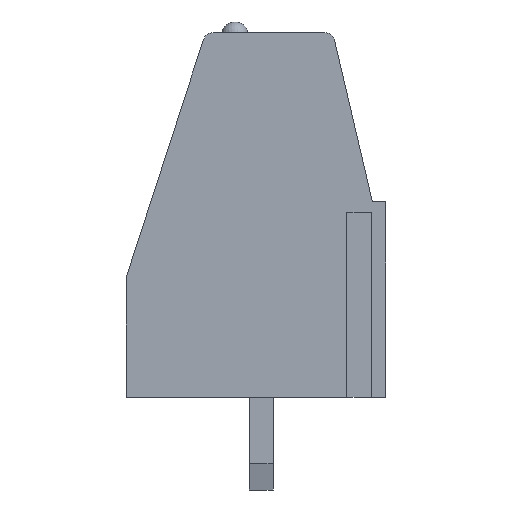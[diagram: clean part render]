
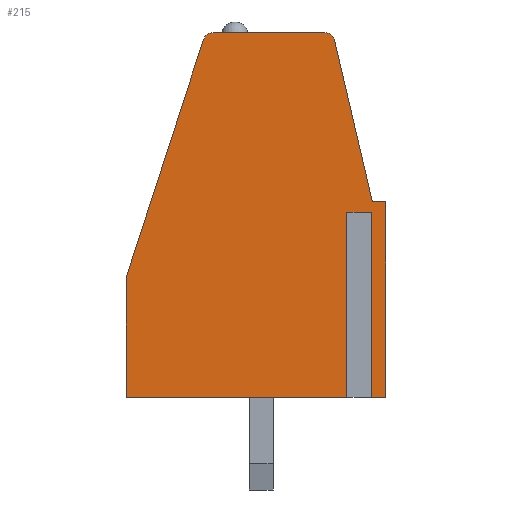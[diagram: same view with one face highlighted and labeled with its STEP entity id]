
A CAD part, left-side view. The second image highlights one B-rep face of the part: STEP entity #215.
In plain terms, the highlighted planar face has unit normal (-1, 0, 0).
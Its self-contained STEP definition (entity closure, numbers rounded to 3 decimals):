
#215=ADVANCED_FACE('',(#556),#557,.F.);
#556=FACE_OUTER_BOUND('',#1027,.T.);
#557=PLANE('',#1028);
#1027=EDGE_LOOP('',(#1629,#1630,#1631,#1632,#1633,#1634,#1635,#1636,#1637,#1638,#1639,#1640,#1641));
#1028=AXIS2_PLACEMENT_3D('',#1642,#1643,#1644);
#1629=ORIENTED_EDGE('',*,*,#2946,.F.);
#1630=ORIENTED_EDGE('',*,*,#2953,.T.);
#1631=ORIENTED_EDGE('',*,*,#2954,.T.);
#1632=ORIENTED_EDGE('',*,*,#2878,.F.);
#1633=ORIENTED_EDGE('',*,*,#2955,.F.);
#1634=ORIENTED_EDGE('',*,*,#2956,.F.);
#1635=ORIENTED_EDGE('',*,*,#2957,.T.);
#1636=ORIENTED_EDGE('',*,*,#2870,.F.);
#1637=ORIENTED_EDGE('',*,*,#2958,.F.);
#1638=ORIENTED_EDGE('',*,*,#2959,.T.);
#1639=ORIENTED_EDGE('',*,*,#2888,.F.);
#1640=ORIENTED_EDGE('',*,*,#2960,.F.);
#1641=ORIENTED_EDGE('',*,*,#2961,.T.);
#1642=CARTESIAN_POINT('',(0.,63.53,-39.429));
#1643=DIRECTION('',(1.0,0.0,0.));
#1644=DIRECTION('',(0.,1.0,0.));
#2870=EDGE_CURVE('',#3453,#3455,#3456,.T.);
#2878=EDGE_CURVE('',#3469,#3433,#3471,.T.);
#2888=EDGE_CURVE('',#3487,#3489,#3490,.T.);
#2946=EDGE_CURVE('',#3585,#3581,#3587,.T.);
#2953=EDGE_CURVE('',#3585,#3598,#3599,.T.);
#2954=EDGE_CURVE('',#3598,#3433,#3600,.T.);
#2955=EDGE_CURVE('',#3601,#3469,#3602,.T.);
#2956=EDGE_CURVE('',#3603,#3601,#3604,.T.);
#2957=EDGE_CURVE('',#3603,#3455,#3605,.T.);
#2958=EDGE_CURVE('',#3606,#3453,#3607,.T.);
#2959=EDGE_CURVE('',#3606,#3489,#3608,.T.);
#2960=EDGE_CURVE('',#3609,#3487,#3610,.T.);
#2961=EDGE_CURVE('',#3609,#3581,#3611,.T.);
#3433=VERTEX_POINT('',#4262);
#3453=VERTEX_POINT('',#4292);
#3455=VERTEX_POINT('',#4295);
#3456=LINE('',#4296,#4297);
#3469=VERTEX_POINT('',#4316);
#3471=LINE('',#4319,#4320);
#3487=VERTEX_POINT('',#4343);
#3489=VERTEX_POINT('',#4346);
#3490=LINE('',#4347,#4348);
#3581=VERTEX_POINT('',#4474);
#3585=VERTEX_POINT('',#4479);
#3587=CIRCLE('',#4482,0.4);
#3598=VERTEX_POINT('',#4496);
#3599=LINE('',#4497,#4498);
#3600=LINE('',#4499,#4500);
#3601=VERTEX_POINT('',#4501);
#3602=LINE('',#4502,#4503);
#3603=VERTEX_POINT('',#4504);
#3604=LINE('',#4505,#4506);
#3605=LINE('',#4507,#4508);
#3606=VERTEX_POINT('',#4509);
#3607=LINE('',#4510,#4511);
#3608=LINE('',#4512,#4513);
#3609=VERTEX_POINT('',#4514);
#3610=CIRCLE('',#4515,0.4);
#3611=LINE('',#4516,#4517);
#4262=CARTESIAN_POINT('',(0.,9.8,0.));
#4292=CARTESIAN_POINT('',(0.,0.,0.));
#4295=CARTESIAN_POINT('',(0.,0.731,0.));
#4296=CARTESIAN_POINT('',(0.,63.53,0.));
#4297=VECTOR('',#5375,1.0);
#4316=CARTESIAN_POINT('',(0.,1.269,0.));
#4319=CARTESIAN_POINT('',(0.,63.53,0.));
#4320=VECTOR('',#5383,1.0);
#4343=CARTESIAN_POINT('',(0.,1.928,13.491));
#4346=CARTESIAN_POINT('',(0.,0.5,7.4));
#4347=CARTESIAN_POINT('',(0.,-10.476,-39.429));
#4348=VECTOR('',#5392,1.0);
#4474=CARTESIAN_POINT('',(0.,6.509,13.8));
#4479=CARTESIAN_POINT('',(0.,6.89,13.524));
#4482=AXIS2_PLACEMENT_3D('',#5460,#5461,#5462);
#4496=CARTESIAN_POINT('',(0.,9.8,4.567));
#4497=CARTESIAN_POINT('',(0.,24.095,-39.429));
#4498=VECTOR('',#5469,1.0);
#4499=CARTESIAN_POINT('',(0.,9.8,-39.429));
#4500=VECTOR('',#5470,1.0);
#4501=CARTESIAN_POINT('',(0.,1.269,7.));
#4502=CARTESIAN_POINT('',(0.,1.269,-39.429));
#4503=VECTOR('',#5471,1.0);
#4504=CARTESIAN_POINT('',(0.,0.731,7.));
#4505=CARTESIAN_POINT('',(0.,63.53,7.));
#4506=VECTOR('',#5472,1.0);
#4507=CARTESIAN_POINT('',(0.,0.731,-39.429));
#4508=VECTOR('',#5473,1.0);
#4509=CARTESIAN_POINT('',(0.,0.,7.4));
#4510=CARTESIAN_POINT('',(0.,0.0,-39.429));
#4511=VECTOR('',#5474,1.0);
#4512=CARTESIAN_POINT('',(0.,63.53,7.4));
#4513=VECTOR('',#5475,1.0);
#4514=CARTESIAN_POINT('',(0.,2.317,13.8));
#4515=AXIS2_PLACEMENT_3D('',#5476,#5477,#5478);
#4516=CARTESIAN_POINT('',(0.0,63.53,13.8));
#4517=VECTOR('',#5479,1.0);
#5375=DIRECTION('',(0.0,1.0,0.));
#5383=DIRECTION('',(0.0,1.0,0.));
#5392=DIRECTION('',(0.,-0.228,-0.974));
#5460=CARTESIAN_POINT('',(0.,6.509,13.4));
#5461=DIRECTION('',(1.0,0.,0.));
#5462=DIRECTION('',(0.,1.0,0.));
#5469=DIRECTION('',(0.,0.309,-0.951));
#5470=DIRECTION('',(0.,0.,-1.0));
#5471=DIRECTION('',(0.,0.,-1.0));
#5472=DIRECTION('',(0.0,1.0,0.));
#5473=DIRECTION('',(0.,0.,-1.0));
#5474=DIRECTION('',(0.,0.,-1.0));
#5475=DIRECTION('',(0.0,1.0,0.));
#5476=CARTESIAN_POINT('',(0.,2.317,13.4));
#5477=DIRECTION('',(1.0,0.0,0.));
#5478=DIRECTION('',(0.,1.0,0.));
#5479=DIRECTION('',(0.0,1.0,0.));
